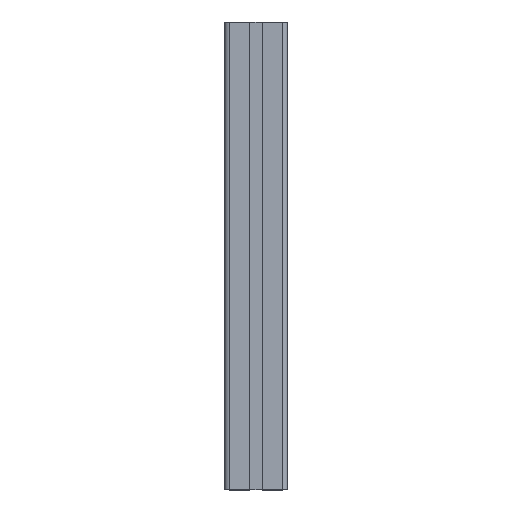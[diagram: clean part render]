
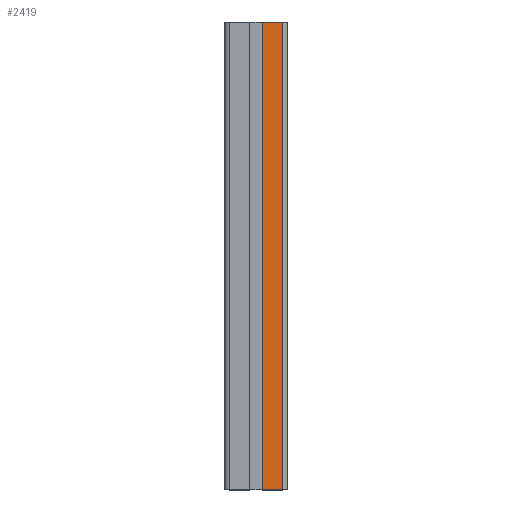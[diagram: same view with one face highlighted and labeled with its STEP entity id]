
A CAD part, top view. The second image highlights one B-rep face of the part: STEP entity #2419.
In plain terms, the highlighted face is planar.
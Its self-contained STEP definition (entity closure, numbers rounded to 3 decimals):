
#75 = CARTESIAN_POINT ( 'NONE',  ( -17., 20., -300. ) ) ;
#136 = CARTESIAN_POINT ( 'NONE',  ( -4.1, 20., -300. ) ) ;
#180 = EDGE_LOOP ( 'NONE', ( #449, #520, #504, #450 ) ) ;
#279 = VERTEX_POINT ( 'NONE', #75 ) ;
#285 = VERTEX_POINT ( 'NONE', #136 ) ;
#302 = VERTEX_POINT ( 'NONE', #1212 ) ;
#334 = VERTEX_POINT ( 'NONE', #1012 ) ;
#449 = ORIENTED_EDGE ( 'NONE', *, *, #2273, .F. ) ;
#450 = ORIENTED_EDGE ( 'NONE', *, *, #2236, .T. ) ;
#504 = ORIENTED_EDGE ( 'NONE', *, *, #2299, .T. ) ;
#520 = ORIENTED_EDGE ( 'NONE', *, *, #2277, .F. ) ;
#1012 = CARTESIAN_POINT ( 'NONE',  ( -4.1, 20., 0. ) ) ;
#1212 = CARTESIAN_POINT ( 'NONE',  ( -17., 20., 0. ) ) ;
#1408 = PLANE ( 'NONE',  #1691 ) ;
#1409 = CARTESIAN_POINT ( 'NONE',  ( -4.1, 20., -300. ) ) ;
#1411 = FACE_OUTER_BOUND ( 'NONE', #180, .T. ) ;
#1412 = DIRECTION ( 'NONE',  ( 0., 1., 0. ) ) ;
#1416 = DIRECTION ( 'NONE',  ( 0., 0., 1. ) ) ;
#1433 = DIRECTION ( 'NONE',  ( 0., 0., 1. ) ) ;
#1445 = LINE ( 'NONE', #1446, #1879 ) ;
#1446 = CARTESIAN_POINT ( 'NONE',  ( -17., 20., -300. ) ) ;
#1550 = CARTESIAN_POINT ( 'NONE',  ( -4.1, 20., 0. ) ) ;
#1554 = DIRECTION ( 'NONE',  ( -1., 0., 0. ) ) ;
#1558 = LINE ( 'NONE', #1550, #1906 ) ;
#1563 = LINE ( 'NONE', #1573, #1933 ) ;
#1571 = DIRECTION ( 'NONE',  ( 0., 0., 1. ) ) ;
#1573 = CARTESIAN_POINT ( 'NONE',  ( -4.1, 20., -300. ) ) ;
#1691 = AXIS2_PLACEMENT_3D ( 'NONE', #1409, #1412, #1416 ) ;
#1879 = VECTOR ( 'NONE', #1433, 1000. ) ;
#1906 = VECTOR ( 'NONE', #1554, 1000. ) ;
#1933 = VECTOR ( 'NONE', #1571, 1000. ) ;
#2008 = VECTOR ( 'NONE', #2507, 1000. ) ;
#2236 = EDGE_CURVE ( 'NONE', #279, #302, #1445, .T. ) ;
#2273 = EDGE_CURVE ( 'NONE', #334, #302, #1558, .T. ) ;
#2277 = EDGE_CURVE ( 'NONE', #285, #334, #1563, .T. ) ;
#2299 = EDGE_CURVE ( 'NONE', #285, #279, #2501, .T. ) ;
#2419 = ADVANCED_FACE ( 'PLANAR_11', ( #1411 ), #1408, .T. ) ;
#2501 = LINE ( 'NONE', #2502, #2008 ) ;
#2502 = CARTESIAN_POINT ( 'NONE',  ( -4.1, 20., -300. ) ) ;
#2507 = DIRECTION ( 'NONE',  ( -1., 0., 0. ) ) ;
